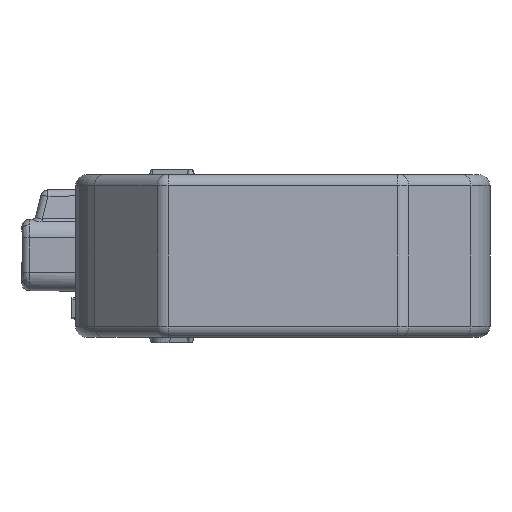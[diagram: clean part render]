
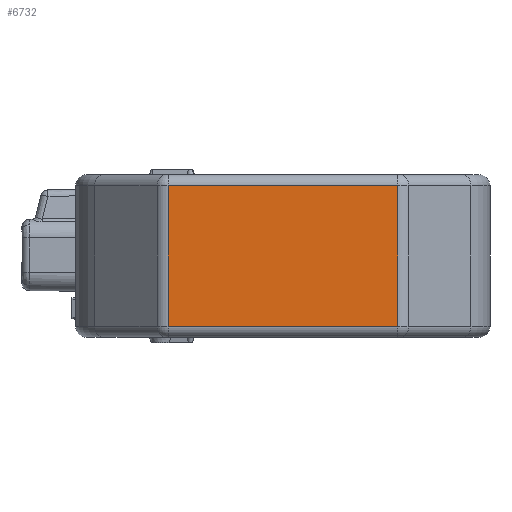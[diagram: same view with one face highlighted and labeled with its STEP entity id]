
A CAD part, front view. The second image highlights one B-rep face of the part: STEP entity #6732.
In plain terms, the highlighted planar face has unit normal (0, -1, 0).
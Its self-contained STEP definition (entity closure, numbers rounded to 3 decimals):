
#34 = VERTEX_POINT ( 'NONE', #8962 ) ;
#39 = VERTEX_POINT ( 'NONE', #8967 ) ;
#208 = VERTEX_POINT ( 'NONE', #9133 ) ;
#240 = VERTEX_POINT ( 'NONE', #9165 ) ;
#3519 = CARTESIAN_POINT ( 'NONE',  ( -32., -82.5, 28. ) ) ;
#3531 = CARTESIAN_POINT ( 'NONE',  ( 30., -82.5, 28. ) ) ;
#3532 = DIRECTION ( 'NONE',  ( 0., 0., -1. ) ) ;
#3534 = DIRECTION ( 'NONE',  ( 0., 0., -1. ) ) ;
#3810 = LINE ( 'NONE', #3531, #3833 ) ;
#3828 = VECTOR ( 'NONE', #3532, 1000. ) ;
#3831 = LINE ( 'NONE', #3519, #3828 ) ;
#3833 = VECTOR ( 'NONE', #3534, 1000. ) ;
#4116 = VECTOR ( 'NONE', #4603, 1000. ) ;
#4129 = LINE ( 'NONE', #4597, #4116 ) ;
#4258 = VECTOR ( 'NONE', #5003, 1000. ) ;
#4269 = LINE ( 'NONE', #5002, #4258 ) ;
#4597 = CARTESIAN_POINT ( 'NONE',  ( 30., -82.5, -13. ) ) ;
#4603 = DIRECTION ( 'NONE',  ( 1., 0., 0. ) ) ;
#5002 = CARTESIAN_POINT ( 'NONE',  ( -32., -82.5, 25. ) ) ;
#5003 = DIRECTION ( 'NONE',  ( -1., 0., 0. ) ) ;
#6732 = ADVANCED_FACE ( 'NONE', ( #8787 ), #10812, .F. ) ;
#7996 = EDGE_CURVE ( 'NONE', #240, #34, #3831, .T. ) ;
#7997 = EDGE_CURVE ( 'NONE', #208, #39, #3810, .T. ) ;
#8185 = EDGE_CURVE ( 'NONE', #34, #39, #4129, .T. ) ;
#8787 = FACE_OUTER_BOUND ( 'NONE', #12579, .T. ) ;
#8962 = CARTESIAN_POINT ( 'NONE',  ( -32., -82.5, -13. ) ) ;
#8967 = CARTESIAN_POINT ( 'NONE',  ( 30., -82.5, -13. ) ) ;
#9133 = CARTESIAN_POINT ( 'NONE',  ( 30., -82.5, 25. ) ) ;
#9165 = CARTESIAN_POINT ( 'NONE',  ( -32., -82.5, 25. ) ) ;
#10275 = EDGE_CURVE ( 'NONE', #208, #240, #4269, .T. ) ;
#10608 = AXIS2_PLACEMENT_3D ( 'NONE', #10810, #10815, #10816 ) ;
#10810 = CARTESIAN_POINT ( 'NONE',  ( -32., -82.5, 28. ) ) ;
#10812 = PLANE ( 'NONE',  #10608 ) ;
#10815 = DIRECTION ( 'NONE',  ( 0., 1., 0. ) ) ;
#10816 = DIRECTION ( 'NONE',  ( 0., 0., 1. ) ) ;
#12579 = EDGE_LOOP ( 'NONE', ( #12871, #12872, #12873, #12874 ) ) ;
#12871 = ORIENTED_EDGE ( 'NONE', *, *, #7996, .T. ) ;
#12872 = ORIENTED_EDGE ( 'NONE', *, *, #8185, .T. ) ;
#12873 = ORIENTED_EDGE ( 'NONE', *, *, #7997, .F. ) ;
#12874 = ORIENTED_EDGE ( 'NONE', *, *, #10275, .T. ) ;
